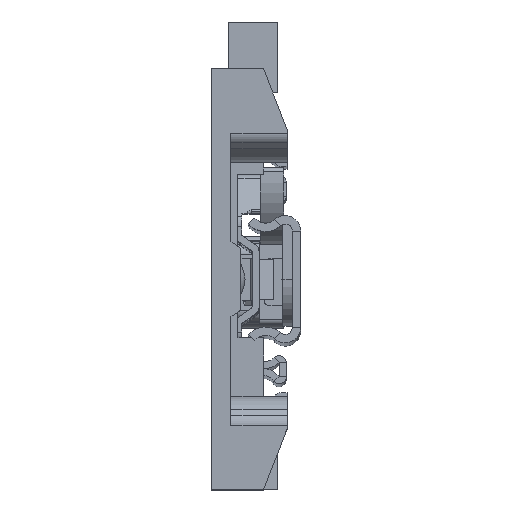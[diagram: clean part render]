
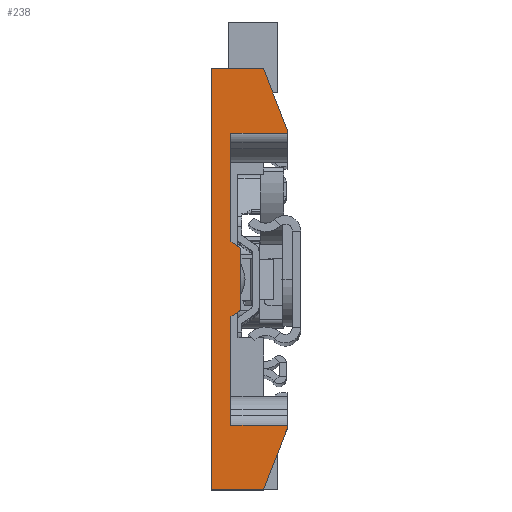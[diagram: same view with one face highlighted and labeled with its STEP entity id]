
A CAD part, top view. The second image highlights one B-rep face of the part: STEP entity #238.
In plain terms, the highlighted face is planar.
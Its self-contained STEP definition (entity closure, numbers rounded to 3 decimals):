
#176 = LINE ( 'NONE', #5849, #9033 ) ;
#238 = ADVANCED_FACE ( 'NONE', ( #14786 ), #9984, .T. ) ;
#248 = LINE ( 'NONE', #28776, #18888 ) ;
#263 = EDGE_CURVE ( 'NONE', #9200, #7723, #10329, .T. ) ;
#736 = DIRECTION ( 'NONE',  ( 0.932, 0.362, 0. ) ) ;
#753 = DIRECTION ( 'NONE',  ( 1., 0., 0. ) ) ;
#779 = VECTOR ( 'NONE', #27616, 1000. ) ;
#1097 = VERTEX_POINT ( 'NONE', #26136 ) ;
#1346 = VECTOR ( 'NONE', #4718, 1000. ) ;
#1587 = ORIENTED_EDGE ( 'NONE', *, *, #30047, .T. ) ;
#1875 = VERTEX_POINT ( 'NONE', #15694 ) ;
#1973 = VECTOR ( 'NONE', #736, 1000. ) ;
#2102 = EDGE_CURVE ( 'NONE', #1875, #1097, #6433, .T. ) ;
#2195 = ORIENTED_EDGE ( 'NONE', *, *, #12926, .T. ) ;
#2321 = LINE ( 'NONE', #17760, #1346 ) ;
#2597 = DIRECTION ( 'NONE',  ( 1., 0., 0. ) ) ;
#3011 = ORIENTED_EDGE ( 'NONE', *, *, #30067, .T. ) ;
#4556 = VECTOR ( 'NONE', #8261, 1000. ) ;
#4661 = CARTESIAN_POINT ( 'NONE',  ( 58., 4.2, -30. ) ) ;
#4718 = DIRECTION ( 'NONE',  ( 1., 0., 0. ) ) ;
#4829 = VECTOR ( 'NONE', #753, 1000. ) ;
#5113 = CARTESIAN_POINT ( 'NONE',  ( 18., 16.2, -30. ) ) ;
#5642 = VECTOR ( 'NONE', #33044, 1000. ) ;
#5669 = ORIENTED_EDGE ( 'NONE', *, *, #14063, .T. ) ;
#5693 = VECTOR ( 'NONE', #27644, 1000. ) ;
#5849 = CARTESIAN_POINT ( 'NONE',  ( 73., 4.2, -30. ) ) ;
#6256 = CARTESIAN_POINT ( 'NONE',  ( 0., 16.2, -30. ) ) ;
#6433 = LINE ( 'NONE', #6256, #9740 ) ;
#6472 = VERTEX_POINT ( 'NONE', #33705 ) ;
#6664 = EDGE_CURVE ( 'NONE', #12901, #30163, #31138, .T. ) ;
#6821 = ORIENTED_EDGE ( 'NONE', *, *, #17328, .T. ) ;
#7248 = DIRECTION ( 'NONE',  ( 0.574, -0.819, 0. ) ) ;
#7403 = LINE ( 'NONE', #24233, #4556 ) ;
#7483 = ORIENTED_EDGE ( 'NONE', *, *, #12350, .T. ) ;
#7723 = VERTEX_POINT ( 'NONE', #4661 ) ;
#7800 = DIRECTION ( 'NONE',  ( 0., 1., 0. ) ) ;
#8156 = CARTESIAN_POINT ( 'NONE',  ( 18.757, 4.2, -30. ) ) ;
#8194 = VECTOR ( 'NONE', #9751, 1000. ) ;
#8261 = DIRECTION ( 'NONE',  ( 1., 0., 0. ) ) ;
#9033 = VECTOR ( 'NONE', #2597, 1000. ) ;
#9200 = VERTEX_POINT ( 'NONE', #20461 ) ;
#9334 = VERTEX_POINT ( 'NONE', #26650 ) ;
#9611 = VECTOR ( 'NONE', #13767, 1000. ) ;
#9740 = VECTOR ( 'NONE', #14460, 1000. ) ;
#9751 = DIRECTION ( 'NONE',  ( 0., -1., 0. ) ) ;
#9984 = PLANE ( 'NONE',  #20628 ) ;
#10149 = DIRECTION ( 'NONE',  ( 0., 0., -1. ) ) ;
#10159 = EDGE_CURVE ( 'NONE', #30627, #9334, #7403, .T. ) ;
#10329 = LINE ( 'NONE', #33386, #29974 ) ;
#10643 = DIRECTION ( 'NONE',  ( 0.574, 0.819, 0. ) ) ;
#10684 = CARTESIAN_POINT ( 'NONE',  ( 5., 11.144, -30. ) ) ;
#10993 = ORIENTED_EDGE ( 'NONE', *, *, #18296, .T. ) ;
#11931 = ORIENTED_EDGE ( 'NONE', *, *, #13031, .T. ) ;
#12059 = CARTESIAN_POINT ( 'NONE',  ( 0., 16.2, -30. ) ) ;
#12350 = EDGE_CURVE ( 'NONE', #30627, #27580, #24552, .T. ) ;
#12901 = VERTEX_POINT ( 'NONE', #25366 ) ;
#12926 = EDGE_CURVE ( 'NONE', #22608, #12901, #2321, .T. ) ;
#13031 = EDGE_CURVE ( 'NONE', #19845, #1875, #248, .T. ) ;
#13767 = DIRECTION ( 'NONE',  ( 0.932, -0.362, 0. ) ) ;
#14063 = EDGE_CURVE ( 'NONE', #23687, #9334, #27112, .T. ) ;
#14460 = DIRECTION ( 'NONE',  ( 1., 0., 0. ) ) ;
#14786 = FACE_OUTER_BOUND ( 'NONE', #33519, .T. ) ;
#15694 = CARTESIAN_POINT ( 'NONE',  ( 81.243, 16.2, -30. ) ) ;
#16331 = CARTESIAN_POINT ( 'NONE',  ( 5., 11.144, -30. ) ) ;
#16350 = CARTESIAN_POINT ( 'NONE',  ( 82., 16.2, -30. ) ) ;
#17324 = ORIENTED_EDGE ( 'NONE', *, *, #2102, .T. ) ;
#17328 = EDGE_CURVE ( 'NONE', #30163, #9200, #26899, .T. ) ;
#17760 = CARTESIAN_POINT ( 'NONE',  ( 73., 4.2, -30. ) ) ;
#18060 = VECTOR ( 'NONE', #10643, 1000. ) ;
#18296 = EDGE_CURVE ( 'NONE', #6472, #22608, #22833, .T. ) ;
#18742 = CARTESIAN_POINT ( 'NONE',  ( 42., 4.2, -30. ) ) ;
#18888 = VECTOR ( 'NONE', #7800, 1000. ) ;
#19845 = VERTEX_POINT ( 'NONE', #32073 ) ;
#20461 = CARTESIAN_POINT ( 'NONE',  ( 56.6, 6.2, -30. ) ) ;
#20628 = AXIS2_PLACEMENT_3D ( 'NONE', #30960, #10149, #22728 ) ;
#21201 = LINE ( 'NONE', #16350, #9611 ) ;
#21880 = ORIENTED_EDGE ( 'NONE', *, *, #263, .T. ) ;
#22608 = VERTEX_POINT ( 'NONE', #8156 ) ;
#22728 = DIRECTION ( 'NONE',  ( -1., 0., 0. ) ) ;
#22833 = LINE ( 'NONE', #33314, #8194 ) ;
#23687 = VERTEX_POINT ( 'NONE', #30010 ) ;
#23766 = LINE ( 'NONE', #10684, #1973 ) ;
#24181 = CARTESIAN_POINT ( 'NONE',  ( 5., 0., -30. ) ) ;
#24233 = CARTESIAN_POINT ( 'NONE',  ( 0., 0., -30. ) ) ;
#24552 = LINE ( 'NONE', #29880, #5693 ) ;
#24751 = ORIENTED_EDGE ( 'NONE', *, *, #27384, .T. ) ;
#25159 = LINE ( 'NONE', #12059, #5642 ) ;
#25366 = CARTESIAN_POINT ( 'NONE',  ( 42., 4.2, -30. ) ) ;
#26136 = CARTESIAN_POINT ( 'NONE',  ( 82., 16.2, -30. ) ) ;
#26650 = CARTESIAN_POINT ( 'NONE',  ( 95., 0., -30. ) ) ;
#26877 = ORIENTED_EDGE ( 'NONE', *, *, #29184, .T. ) ;
#26899 = LINE ( 'NONE', #30292, #4829 ) ;
#27112 = LINE ( 'NONE', #29689, #779 ) ;
#27249 = ORIENTED_EDGE ( 'NONE', *, *, #6664, .T. ) ;
#27382 = CARTESIAN_POINT ( 'NONE',  ( 43.4, 6.2, -30. ) ) ;
#27384 = EDGE_CURVE ( 'NONE', #29648, #6472, #25159, .T. ) ;
#27580 = VERTEX_POINT ( 'NONE', #16331 ) ;
#27616 = DIRECTION ( 'NONE',  ( 0., -1., 0. ) ) ;
#27644 = DIRECTION ( 'NONE',  ( 0., 1., 0. ) ) ;
#28776 = CARTESIAN_POINT ( 'NONE',  ( 81.243, 11.1, -30. ) ) ;
#29184 = EDGE_CURVE ( 'NONE', #7723, #19845, #176, .T. ) ;
#29648 = VERTEX_POINT ( 'NONE', #5113 ) ;
#29689 = CARTESIAN_POINT ( 'NONE',  ( 95., 11.1, -30. ) ) ;
#29880 = CARTESIAN_POINT ( 'NONE',  ( 5., 11.1, -30. ) ) ;
#29974 = VECTOR ( 'NONE', #7248, 1000. ) ;
#30010 = CARTESIAN_POINT ( 'NONE',  ( 95., 11.144, -30. ) ) ;
#30047 = EDGE_CURVE ( 'NONE', #1097, #23687, #21201, .T. ) ;
#30067 = EDGE_CURVE ( 'NONE', #27580, #29648, #23766, .T. ) ;
#30163 = VERTEX_POINT ( 'NONE', #27382 ) ;
#30292 = CARTESIAN_POINT ( 'NONE',  ( 73., 6.2, -30. ) ) ;
#30627 = VERTEX_POINT ( 'NONE', #24181 ) ;
#30960 = CARTESIAN_POINT ( 'NONE',  ( 73., 11.1, -30. ) ) ;
#31046 = ORIENTED_EDGE ( 'NONE', *, *, #10159, .F. ) ;
#31138 = LINE ( 'NONE', #18742, #18060 ) ;
#32073 = CARTESIAN_POINT ( 'NONE',  ( 81.243, 4.2, -30. ) ) ;
#33044 = DIRECTION ( 'NONE',  ( 1., 0., 0. ) ) ;
#33314 = CARTESIAN_POINT ( 'NONE',  ( 18.757, 11.1, -30. ) ) ;
#33386 = CARTESIAN_POINT ( 'NONE',  ( 56.6, 6.2, -30. ) ) ;
#33519 = EDGE_LOOP ( 'NONE', ( #1587, #5669, #31046, #7483, #3011, #24751, #10993, #2195, #27249, #6821, #21880, #26877, #11931, #17324 ) ) ;
#33705 = CARTESIAN_POINT ( 'NONE',  ( 18.757, 16.2, -30. ) ) ;
